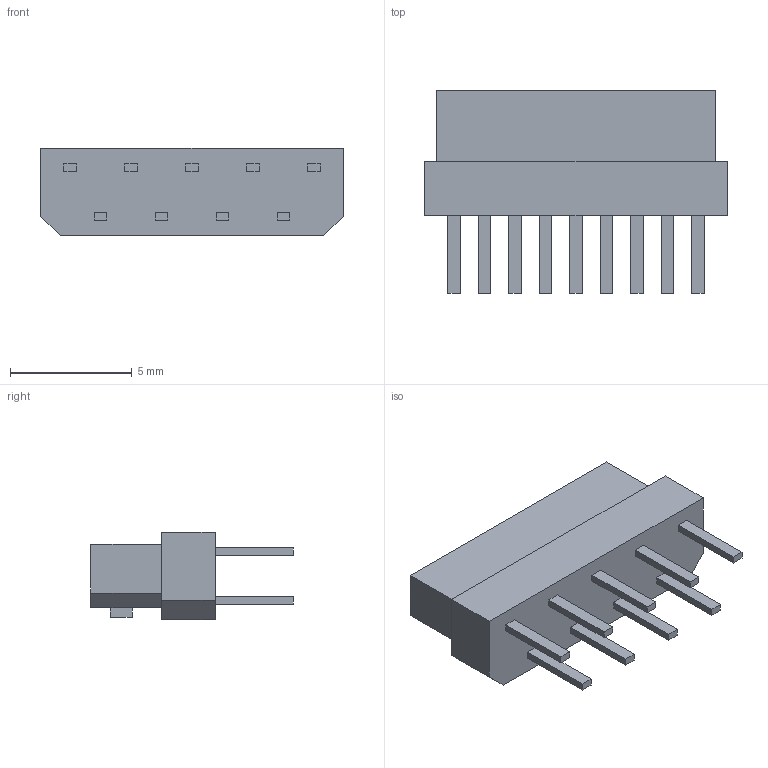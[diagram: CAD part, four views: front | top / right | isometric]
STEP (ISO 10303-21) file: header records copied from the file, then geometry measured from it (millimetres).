
FILE_DESCRIPTION (( 'STEP AP214' ), '1' );
FILE_NAME ('09R-JE.STEP', '2010-06-25T00:56:45', ( ' ' ), ( ' ' ), 'SwSTEP 2.0', 'SolidWorks 2005235', '' );
FILE_SCHEMA (( 'AUTOMOTIVE_DESIGN' ));
Length unit declared in the file: millimetre
Products named in the file (1): 09R-JE
Bounding box: 12.4 x 8.3 x 3.6 mm (x, y, z)
Volume: 185.3 mm3; surface area: 289.3 mm2
Topology: 1 solids, 1 shells, 110 faces, 264 edges, 176 vertices
Faces by surface type: plane 110
Entity records: 4361 total; most frequent: CARTESIAN_POINT 551, ORIENTED_EDGE 528, DIRECTION 486, EDGE_CURVE 264, VECTOR 264, LINE 264, VERTEX_POINT 176, EDGE_LOOP 130
